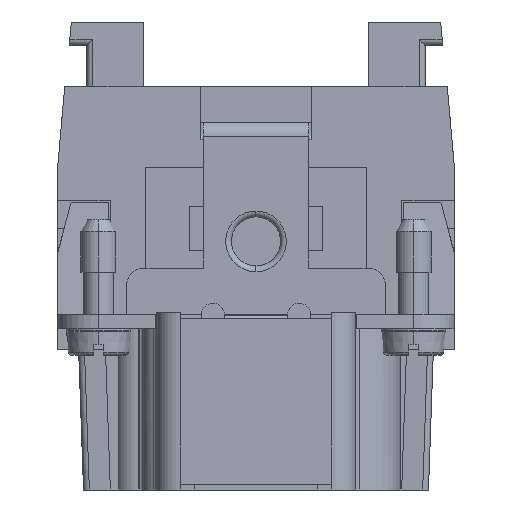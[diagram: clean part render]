
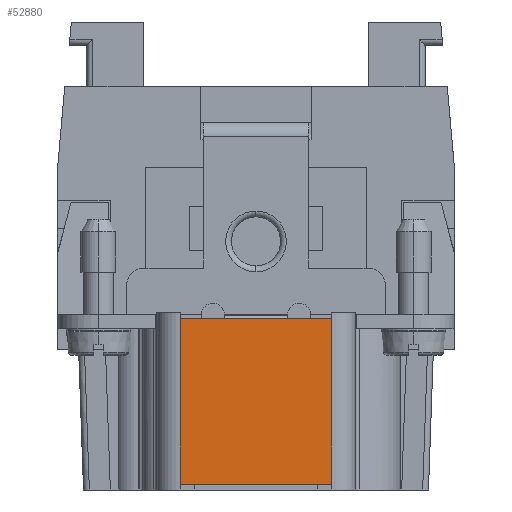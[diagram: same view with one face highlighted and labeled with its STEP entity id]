
A CAD part, left-side view. The second image highlights one B-rep face of the part: STEP entity #52880.
In plain terms, the highlighted face is planar.
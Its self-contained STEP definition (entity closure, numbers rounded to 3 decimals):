
#43900=CARTESIAN_POINT('',(88.846,85.176,
-4.8));
#43910=VERTEX_POINT('',#43900);
#43940=CARTESIAN_POINT('',(88.846,127.259,
-4.8));
#43950=DIRECTION('',(0.,1.,0.));
#43960=VECTOR('',#43950,1000.);
#43970=LINE('',#43940,#43960);
#43980=CARTESIAN_POINT('',(88.846,72.176,
-4.8));
#43990=VERTEX_POINT('',#43980);
#44000=EDGE_CURVE('',#43990,#43910,#43970,.T.);
#52580=CARTESIAN_POINT('',(88.846,95.676,
-18.9));
#52590=DIRECTION('',(1.,0.,0.));
#52600=DIRECTION('',(0.,-1.,0.));
#52610=AXIS2_PLACEMENT_3D('',#52580,#52590,#52600);
#52620=PLANE('',#52610);
#52630=CARTESIAN_POINT('',(88.846,72.176,
0.));
#52640=DIRECTION('',(0.,0.,-1.));
#52650=VECTOR('',#52640,1000.);
#52660=LINE('',#52630,#52650);
#52670=CARTESIAN_POINT('',(88.846,72.176,
-19.));
#52680=VERTEX_POINT('',#52670);
#52690=EDGE_CURVE('',#43990,#52680,#52660,.T.);
#52700=ORIENTED_EDGE('',*,*,#52690,.T.);
#52710=ORIENTED_EDGE('',*,*,#44000,.F.);
#52720=CARTESIAN_POINT('',(88.846,85.176,
0.));
#52730=DIRECTION('',(0.,0.,1.));
#52740=VECTOR('',#52730,1000.);
#52750=LINE('',#52720,#52740);
#52760=CARTESIAN_POINT('',(88.846,85.176,
-19.));
#52770=VERTEX_POINT('',#52760);
#52780=EDGE_CURVE('',#52770,#43910,#52750,.T.);
#52790=ORIENTED_EDGE('',*,*,#52780,.T.);
#52800=CARTESIAN_POINT('',(88.846,127.259,
-19.));
#52810=DIRECTION('',(0.,-1.,0.));
#52820=VECTOR('',#52810,1000.);
#52830=LINE('',#52800,#52820);
#52840=EDGE_CURVE('',#52770,#52680,#52830,.T.);
#52850=ORIENTED_EDGE('',*,*,#52840,.F.);
#52860=EDGE_LOOP('',(#52850,#52790,#52710,#52700));
#52870=FACE_OUTER_BOUND('',#52860,.T.);
#52880=ADVANCED_FACE('',(#52870),#52620,.T.);
